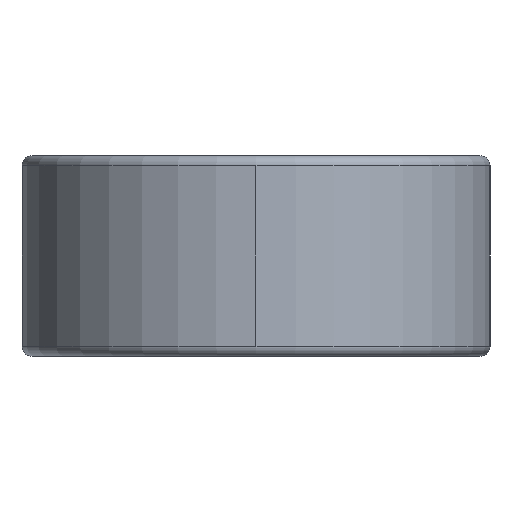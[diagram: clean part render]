
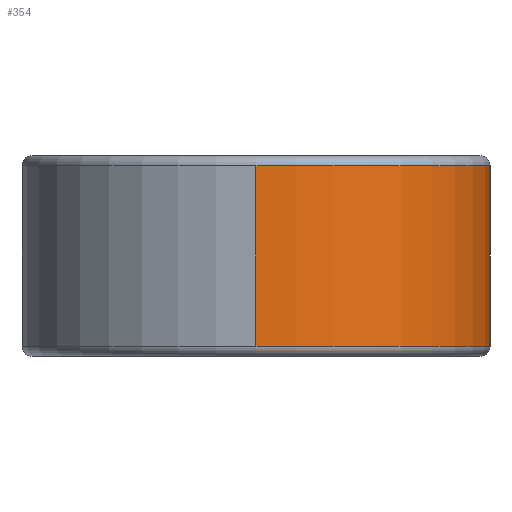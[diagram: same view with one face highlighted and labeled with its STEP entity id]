
A CAD part, left-side view. The second image highlights one B-rep face of the part: STEP entity #354.
In plain terms, the highlighted cylindrical face has radius 3.5 mm (diameter 7 mm), a partial arc.
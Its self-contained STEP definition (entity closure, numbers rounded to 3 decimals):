
#61 = DIRECTION ( 'NONE',  ( 1., 0., 0. ) ) ;
#139 = CIRCLE ( 'NONE', #528, 3.5 ) ;
#147 = CARTESIAN_POINT ( 'NONE',  ( 0., 0., 2.85 ) ) ;
#227 = ORIENTED_EDGE ( 'NONE', *, *, #406, .T. ) ;
#229 = CARTESIAN_POINT ( 'NONE',  ( 2.526, -2.423, 2.85 ) ) ;
#298 = EDGE_CURVE ( 'NONE', #1162, #672, #139, .T. ) ;
#339 = CARTESIAN_POINT ( 'NONE',  ( -3.5, 0., 2.85 ) ) ;
#350 = CARTESIAN_POINT ( 'NONE',  ( 2.526, -2.423, 3. ) ) ;
#354 = ADVANCED_FACE ( 'NONE', ( #711 ), #650, .T. ) ;
#393 = EDGE_CURVE ( 'NONE', #672, #1072, #829, .T. ) ;
#406 = EDGE_CURVE ( 'NONE', #1072, #1023, #787, .T. ) ;
#411 = AXIS2_PLACEMENT_3D ( 'NONE', #147, #1104, #61 ) ;
#439 = DIRECTION ( 'NONE',  ( -1., 0., 0. ) ) ;
#478 = VECTOR ( 'NONE', #834, 1000. ) ;
#528 = AXIS2_PLACEMENT_3D ( 'NONE', #716, #617, #974 ) ;
#612 = DIRECTION ( 'NONE',  ( 0., 0., -1. ) ) ;
#617 = DIRECTION ( 'NONE',  ( 0., 0., 1. ) ) ;
#650 = CYLINDRICAL_SURFACE ( 'NONE', #803, 3.5 ) ;
#672 = VERTEX_POINT ( 'NONE', #1031 ) ;
#707 = CARTESIAN_POINT ( 'NONE',  ( -3.5, 0., 3. ) ) ;
#711 = FACE_OUTER_BOUND ( 'NONE', #993, .T. ) ;
#716 = CARTESIAN_POINT ( 'NONE',  ( 0., 0., 0.15 ) ) ;
#739 = CARTESIAN_POINT ( 'NONE',  ( 0., 0., 3. ) ) ;
#753 = CARTESIAN_POINT ( 'NONE',  ( -3.5, 0., 0.15 ) ) ;
#787 = CIRCLE ( 'NONE', #411, 3.5 ) ;
#788 = VECTOR ( 'NONE', #612, 1000. ) ;
#803 = AXIS2_PLACEMENT_3D ( 'NONE', #739, #1008, #439 ) ;
#813 = ORIENTED_EDGE ( 'NONE', *, *, #393, .T. ) ;
#829 = LINE ( 'NONE', #350, #478 ) ;
#834 = DIRECTION ( 'NONE',  ( 0., 0., 1. ) ) ;
#865 = ORIENTED_EDGE ( 'NONE', *, *, #298, .T. ) ;
#887 = ORIENTED_EDGE ( 'NONE', *, *, #1236, .T. ) ;
#974 = DIRECTION ( 'NONE',  ( 1., 0., 0. ) ) ;
#993 = EDGE_LOOP ( 'NONE', ( #227, #887, #865, #813 ) ) ;
#1008 = DIRECTION ( 'NONE',  ( 0., 0., -1. ) ) ;
#1023 = VERTEX_POINT ( 'NONE', #339 ) ;
#1031 = CARTESIAN_POINT ( 'NONE',  ( 2.526, -2.423, 0.15 ) ) ;
#1072 = VERTEX_POINT ( 'NONE', #229 ) ;
#1104 = DIRECTION ( 'NONE',  ( 0., 0., -1. ) ) ;
#1162 = VERTEX_POINT ( 'NONE', #753 ) ;
#1166 = LINE ( 'NONE', #707, #788 ) ;
#1236 = EDGE_CURVE ( 'NONE', #1023, #1162, #1166, .T. ) ;
